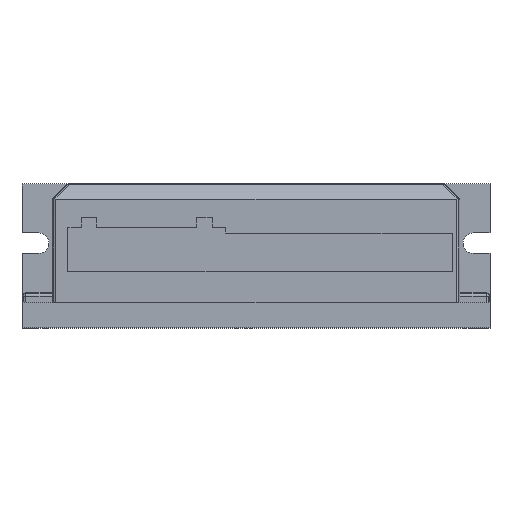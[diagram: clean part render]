
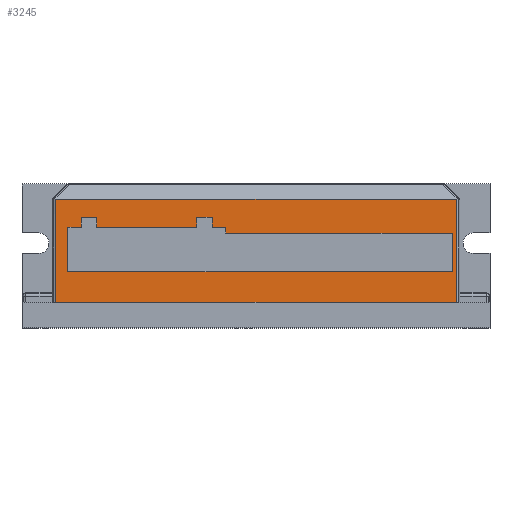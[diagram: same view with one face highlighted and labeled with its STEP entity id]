
A CAD part, top view. The second image highlights one B-rep face of the part: STEP entity #3245.
In plain terms, the highlighted planar face has unit normal (0, 0, 1).
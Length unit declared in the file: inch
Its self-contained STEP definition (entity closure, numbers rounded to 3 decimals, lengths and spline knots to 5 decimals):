
#79 = VERTEX_POINT ( 'NONE', #4587 ) ;
#121 = DIRECTION ( 'NONE',  ( 0., -1., 0. ) ) ;
#205 = CARTESIAN_POINT ( 'NONE',  ( -0.342, 0.1225, 0. ) ) ;
#245 = EDGE_LOOP ( 'NONE', ( #3387, #4113, #6195, #4018 ) ) ;
#270 = EDGE_CURVE ( 'NONE', #5909, #1104, #3371, .T. ) ;
#399 = VECTOR ( 'NONE', #4409, 39.37008 ) ;
#464 = VECTOR ( 'NONE', #3213, 39.37008 ) ;
#484 = CARTESIAN_POINT ( 'NONE',  ( 1.53, 0.0775, 0. ) ) ;
#511 = ORIENTED_EDGE ( 'NONE', *, *, #2357, .T. ) ;
#550 = VECTOR ( 'NONE', #6868, 39.37008 ) ;
#574 = CARTESIAN_POINT ( 'NONE',  ( 1.56, -0.4625, 0. ) ) ;
#609 = LINE ( 'NONE', #6708, #399 ) ;
#642 = VERTEX_POINT ( 'NONE', #2714 ) ;
#662 = LINE ( 'NONE', #3386, #550 ) ;
#708 = VERTEX_POINT ( 'NONE', #2339 ) ;
#724 = ORIENTED_EDGE ( 'NONE', *, *, #6128, .T. ) ;
#919 = VECTOR ( 'NONE', #6538, 39.37008 ) ;
#955 = EDGE_CURVE ( 'NONE', #708, #79, #1913, .T. ) ;
#957 = LINE ( 'NONE', #6394, #919 ) ;
#1008 = CARTESIAN_POINT ( 'NONE',  ( 0.01575, -0.2225, 0. ) ) ;
#1059 = DIRECTION ( 'NONE',  ( -1., 0., 0. ) ) ;
#1104 = VERTEX_POINT ( 'NONE', #484 ) ;
#1209 = EDGE_CURVE ( 'NONE', #2344, #6342, #1446, .T. ) ;
#1326 = CARTESIAN_POINT ( 'NONE',  ( -0.237, 0.0775, 0. ) ) ;
#1421 = VECTOR ( 'NONE', #1678, 39.37008 ) ;
#1446 = LINE ( 'NONE', #2020, #1421 ) ;
#1462 = CARTESIAN_POINT ( 'NONE',  ( -0.462, 0.1225, 0. ) ) ;
#1487 = EDGE_CURVE ( 'NONE', #7500, #5855, #957, .T. ) ;
#1572 = VERTEX_POINT ( 'NONE', #5720 ) ;
#1678 = DIRECTION ( 'NONE',  ( 0., -1., 0. ) ) ;
#1758 = ORIENTED_EDGE ( 'NONE', *, *, #5638, .T. ) ;
#1783 = ORIENTED_EDGE ( 'NONE', *, *, #7896, .T. ) ;
#1899 = VECTOR ( 'NONE', #1059, 39.37008 ) ;
#1913 = LINE ( 'NONE', #1008, #1899 ) ;
#1954 = LINE ( 'NONE', #7586, #1963 ) ;
#1963 = VECTOR ( 'NONE', #4030, 39.37008 ) ;
#2020 = CARTESIAN_POINT ( 'NONE',  ( -0.342, 0.0805, 0. ) ) ;
#2043 = DIRECTION ( 'NONE',  ( 0., 1., 0. ) ) ;
#2048 = ORIENTED_EDGE ( 'NONE', *, *, #6267, .T. ) ;
#2093 = EDGE_CURVE ( 'NONE', #1104, #708, #6049, .T. ) ;
#2249 = ORIENTED_EDGE ( 'NONE', *, *, #270, .T. ) ;
#2256 = VERTEX_POINT ( 'NONE', #3312 ) ;
#2289 = CARTESIAN_POINT ( 'NONE',  ( -1.242, 0.0805, 0. ) ) ;
#2339 = CARTESIAN_POINT ( 'NONE',  ( 1.53, -0.2225, 0. ) ) ;
#2344 = VERTEX_POINT ( 'NONE', #2877 ) ;
#2357 = EDGE_CURVE ( 'NONE', #6342, #4216, #5042, .T. ) ;
#2533 = CARTESIAN_POINT ( 'NONE',  ( -1.467, 0.1225, 0. ) ) ;
#2714 = CARTESIAN_POINT ( 'NONE',  ( -1.242, 0.1225, 0. ) ) ;
#2807 = DIRECTION ( 'NONE',  ( 1., 0., 0. ) ) ;
#2854 = CARTESIAN_POINT ( 'NONE',  ( -0.14475, 0.1225, 0. ) ) ;
#2857 = EDGE_CURVE ( 'NONE', #6099, #3392, #6474, .T. ) ;
#2877 = CARTESIAN_POINT ( 'NONE',  ( -0.342, 0.1995, 0. ) ) ;
#3004 = ORIENTED_EDGE ( 'NONE', *, *, #2093, .T. ) ;
#3199 = EDGE_CURVE ( 'NONE', #3392, #5823, #6741, .T. ) ;
#3213 = DIRECTION ( 'NONE',  ( 0., 1., 0. ) ) ;
#3240 = CARTESIAN_POINT ( 'NONE',  ( -1.467, -0.025, 0. ) ) ;
#3245 = ADVANCED_FACE ( 'NONE', ( #5501, #3606 ), #4764, .T. ) ;
#3312 = CARTESIAN_POINT ( 'NONE',  ( -1.362, 0.1995, 0. ) ) ;
#3349 = VECTOR ( 'NONE', #4073, 39.37008 ) ;
#3371 = LINE ( 'NONE', #4122, #3349 ) ;
#3386 = CARTESIAN_POINT ( 'NONE',  ( -1.362, 0.0805, 0. ) ) ;
#3387 = ORIENTED_EDGE ( 'NONE', *, *, #3199, .F. ) ;
#3392 = VERTEX_POINT ( 'NONE', #3954 ) ;
#3400 = CARTESIAN_POINT ( 'NONE',  ( -1.362, 0.1225, 0. ) ) ;
#3413 = CARTESIAN_POINT ( 'NONE',  ( -1.56, 0., 0. ) ) ;
#3453 = DIRECTION ( 'NONE',  ( 0., -1., 0. ) ) ;
#3492 = LINE ( 'NONE', #5545, #4181 ) ;
#3606 = FACE_OUTER_BOUND ( 'NONE', #245, .T. ) ;
#3636 = CARTESIAN_POINT ( 'NONE',  ( -0.201, 0.1995, 0. ) ) ;
#3954 = CARTESIAN_POINT ( 'NONE',  ( 1.56, 0.3425, 0. ) ) ;
#4018 = ORIENTED_EDGE ( 'NONE', *, *, #4890, .T. ) ;
#4030 = DIRECTION ( 'NONE',  ( 1., 0., 0. ) ) ;
#4073 = DIRECTION ( 'NONE',  ( 1., 0., 0. ) ) ;
#4089 = EDGE_CURVE ( 'NONE', #1572, #2344, #7779, .T. ) ;
#4113 = ORIENTED_EDGE ( 'NONE', *, *, #2857, .F. ) ;
#4122 = CARTESIAN_POINT ( 'NONE',  ( 0.32325, 0.0775, 0. ) ) ;
#4181 = VECTOR ( 'NONE', #6906, 39.37008 ) ;
#4204 = ORIENTED_EDGE ( 'NONE', *, *, #955, .T. ) ;
#4216 = VERTEX_POINT ( 'NONE', #7035 ) ;
#4409 = DIRECTION ( 'NONE',  ( 1., 0., 0. ) ) ;
#4501 = ORIENTED_EDGE ( 'NONE', *, *, #1487, .T. ) ;
#4519 = DIRECTION ( 'NONE',  ( 0., -1., 0. ) ) ;
#4563 = CARTESIAN_POINT ( 'NONE',  ( 1.53, -0.03625, 0. ) ) ;
#4580 = CARTESIAN_POINT ( 'NONE',  ( -0.462, 0.0805, 0. ) ) ;
#4587 = CARTESIAN_POINT ( 'NONE',  ( -1.467, -0.2225, 0. ) ) ;
#4609 = DIRECTION ( 'NONE',  ( 0., 1., 0. ) ) ;
#4711 = DIRECTION ( 'NONE',  ( 1., 0., 0. ) ) ;
#4721 = DIRECTION ( 'NONE',  ( 0., 0., 1. ) ) ;
#4733 = EDGE_CURVE ( 'NONE', #5855, #2256, #662, .T. ) ;
#4748 = CARTESIAN_POINT ( 'NONE',  ( 0., 0., 0. ) ) ;
#4764 = PLANE ( 'NONE',  #7752 ) ;
#4890 = EDGE_CURVE ( 'NONE', #5974, #5823, #1954, .T. ) ;
#5021 = VECTOR ( 'NONE', #2807, 39.37008 ) ;
#5039 = ORIENTED_EDGE ( 'NONE', *, *, #4733, .T. ) ;
#5042 = LINE ( 'NONE', #2854, #5021 ) ;
#5062 = DIRECTION ( 'NONE',  ( 0., -1., 0. ) ) ;
#5159 = CARTESIAN_POINT ( 'NONE',  ( 1.56, 0., 0. ) ) ;
#5166 = VECTOR ( 'NONE', #4519, 39.37008 ) ;
#5192 = LINE ( 'NONE', #7593, #5543 ) ;
#5426 = EDGE_CURVE ( 'NONE', #7550, #1572, #5444, .T. ) ;
#5444 = LINE ( 'NONE', #4580, #5701 ) ;
#5501 = FACE_BOUND ( 'NONE', #5851, .T. ) ;
#5543 = VECTOR ( 'NONE', #121, 39.37008 ) ;
#5545 = CARTESIAN_POINT ( 'NONE',  ( -0.651, 0.1995, 0. ) ) ;
#5638 = EDGE_CURVE ( 'NONE', #7293, #642, #6817, .T. ) ;
#5701 = VECTOR ( 'NONE', #4609, 39.37008 ) ;
#5720 = CARTESIAN_POINT ( 'NONE',  ( -0.462, 0.1995, 0. ) ) ;
#5721 = VECTOR ( 'NONE', #7004, 39.37008 ) ;
#5823 = VERTEX_POINT ( 'NONE', #574 ) ;
#5851 = EDGE_LOOP ( 'NONE', ( #2249, #3004, #4204, #1783, #4501, #5039, #724, #1758, #7353, #7332, #7776, #6299, #511, #2048 ) ) ;
#5855 = VERTEX_POINT ( 'NONE', #3400 ) ;
#5882 = EDGE_CURVE ( 'NONE', #642, #7550, #609, .T. ) ;
#5909 = VERTEX_POINT ( 'NONE', #1326 ) ;
#5974 = VERTEX_POINT ( 'NONE', #6629 ) ;
#6049 = LINE ( 'NONE', #4563, #5166 ) ;
#6099 = VERTEX_POINT ( 'NONE', #6402 ) ;
#6128 = EDGE_CURVE ( 'NONE', #2256, #7293, #3492, .T. ) ;
#6195 = ORIENTED_EDGE ( 'NONE', *, *, #6425, .F. ) ;
#6267 = EDGE_CURVE ( 'NONE', #4216, #5909, #5192, .T. ) ;
#6290 = CARTESIAN_POINT ( 'NONE',  ( -1.242, 0.1995, 0. ) ) ;
#6299 = ORIENTED_EDGE ( 'NONE', *, *, #1209, .T. ) ;
#6342 = VERTEX_POINT ( 'NONE', #205 ) ;
#6394 = CARTESIAN_POINT ( 'NONE',  ( -0.70725, 0.1225, 0. ) ) ;
#6402 = CARTESIAN_POINT ( 'NONE',  ( -1.56, 0.3425, 0. ) ) ;
#6425 = EDGE_CURVE ( 'NONE', #5974, #6099, #7502, .T. ) ;
#6474 = LINE ( 'NONE', #6973, #5721 ) ;
#6538 = DIRECTION ( 'NONE',  ( 1., 0., 0. ) ) ;
#6629 = CARTESIAN_POINT ( 'NONE',  ( -1.56, -0.4625, 0. ) ) ;
#6697 = VECTOR ( 'NONE', #5062, 39.37008 ) ;
#6708 = CARTESIAN_POINT ( 'NONE',  ( -0.426, 0.1225, 0. ) ) ;
#6741 = LINE ( 'NONE', #5159, #6697 ) ;
#6813 = DIRECTION ( 'NONE',  ( 1., 0., 0. ) ) ;
#6817 = LINE ( 'NONE', #2289, #7047 ) ;
#6834 = LINE ( 'NONE', #3240, #464 ) ;
#6868 = DIRECTION ( 'NONE',  ( 0., 1., 0. ) ) ;
#6906 = DIRECTION ( 'NONE',  ( 1., 0., 0. ) ) ;
#6973 = CARTESIAN_POINT ( 'NONE',  ( 0., 0.3425, 0. ) ) ;
#7004 = DIRECTION ( 'NONE',  ( 1., 0., 0. ) ) ;
#7035 = CARTESIAN_POINT ( 'NONE',  ( -0.237, 0.1225, 0. ) ) ;
#7047 = VECTOR ( 'NONE', #3453, 39.37008 ) ;
#7293 = VERTEX_POINT ( 'NONE', #6290 ) ;
#7332 = ORIENTED_EDGE ( 'NONE', *, *, #5426, .T. ) ;
#7353 = ORIENTED_EDGE ( 'NONE', *, *, #5882, .T. ) ;
#7500 = VERTEX_POINT ( 'NONE', #2533 ) ;
#7502 = LINE ( 'NONE', #3413, #7521 ) ;
#7521 = VECTOR ( 'NONE', #2043, 39.37008 ) ;
#7550 = VERTEX_POINT ( 'NONE', #1462 ) ;
#7586 = CARTESIAN_POINT ( 'NONE',  ( -1.59, -0.4625, 0. ) ) ;
#7593 = CARTESIAN_POINT ( 'NONE',  ( -0.237, 0.05, 0. ) ) ;
#7752 = AXIS2_PLACEMENT_3D ( 'NONE', #4748, #4721, #4711 ) ;
#7776 = ORIENTED_EDGE ( 'NONE', *, *, #4089, .T. ) ;
#7779 = LINE ( 'NONE', #3636, #7802 ) ;
#7802 = VECTOR ( 'NONE', #6813, 39.37008 ) ;
#7896 = EDGE_CURVE ( 'NONE', #79, #7500, #6834, .T. ) ;
